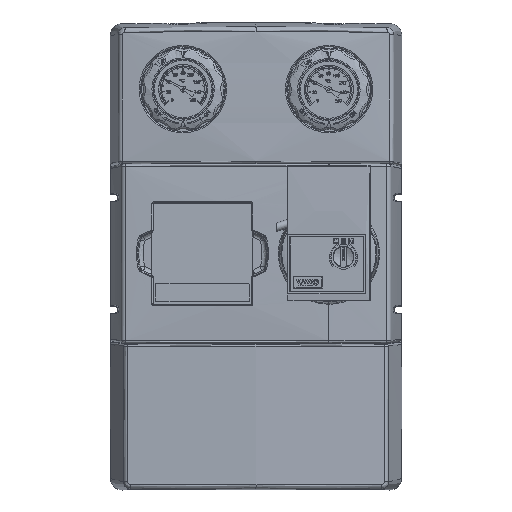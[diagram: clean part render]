
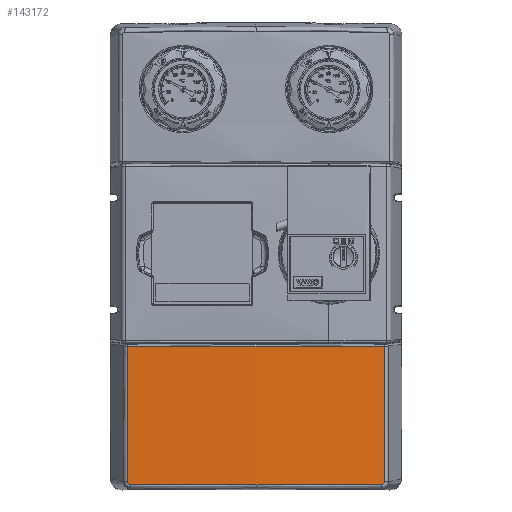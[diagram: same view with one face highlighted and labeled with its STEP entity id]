
A CAD part, top view. The second image highlights one B-rep face of the part: STEP entity #143172.
In plain terms, the highlighted cylindrical face has radius 2000 mm (diameter 4000 mm), a partial arc.
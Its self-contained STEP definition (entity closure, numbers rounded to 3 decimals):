
#1245 = EDGE_CURVE ( 'NONE', #236467, #304767, #264486, .T. ) ;
#8659 = CARTESIAN_POINT ( 'NONE',  ( -35.585, -338.281, 37.25 ) ) ;
#11828 = CARTESIAN_POINT ( 'NONE',  ( -143.232, -338.335, 35.801 ) ) ;
#18091 = B_SPLINE_CURVE_WITH_KNOTS ( 'NONE', 4,
 ( #197831, #8659, #63034, #252075, #90182 ),
 .UNSPECIFIED., .F., .F.,
 ( 5, 5 ),
 ( -227.961, -75.859 ),
 .UNSPECIFIED. ) ;
#19171 = CARTESIAN_POINT ( 'NONE',  ( 45.517, -338.363, 34.331 ) ) ;
#24219 = CARTESIAN_POINT ( 'NONE',  ( -172.15, -337.23, 34.242 ) ) ;
#35001 = VECTOR ( 'NONE', #311260, 1000. ) ;
#35737 = LINE ( 'NONE', #337309, #35001 ) ;
#39447 = LINE ( 'NONE', #345541, #39763 ) ;
#39763 = VECTOR ( 'NONE', #264147, 1000. ) ;
#46002 = CARTESIAN_POINT ( 'NONE',  ( -7.5, -219.898, 37.249 ) ) ;
#46314 = CARTESIAN_POINT ( 'NONE',  ( 46.199, -338.151, 34.294 ) ) ;
#51328 = CARTESIAN_POINT ( 'NONE',  ( -172.367, -336.567, 34.23 ) ) ;
#55263 = B_SPLINE_CURVE_WITH_KNOTS ( 'NONE', 5,
 ( #292357, #266423, #131930, #320591, #159165, #347822, #186256, #24219, #213270, #51328, #240433, #78534 ),
 .UNSPECIFIED., .F., .F.,
 ( 6, 3, 3, 6 ),
 ( 1.792, 4.434, 8.05, 10.438 ),
 .UNSPECIFIED. ) ;
#55690 = CARTESIAN_POINT ( 'NONE',  ( -172.39, -336.18, 34.229 ) ) ;
#62853 = EDGE_CURVE ( 'NONE', #238376, #286621, #39447, .T. ) ;
#63034 = CARTESIAN_POINT ( 'NONE',  ( -8.67, -338.299, 36.767 ) ) ;
#64846 = ORIENTED_EDGE ( 'NONE', *, *, #209338, .T. ) ;
#66882 = EDGE_CURVE ( 'NONE', #123588, #120213, #35737, .T. ) ;
#73556 = CARTESIAN_POINT ( 'NONE',  ( 46.85, -337.642, 34.258 ) ) ;
#73665 = EDGE_CURVE ( 'NONE', #304767, #123588, #55263, .T. ) ;
#78534 = CARTESIAN_POINT ( 'NONE',  ( -172.39, -336.18, 34.229 ) ) ;
#83717 = CYLINDRICAL_SURFACE ( 'NONE', #121169, 2000. ) ;
#89169 = FACE_OUTER_BOUND ( 'NONE', #196079, .T. ) ;
#90182 = CARTESIAN_POINT ( 'NONE',  ( 45.108, -338.385, 34.353 ) ) ;
#100858 = CARTESIAN_POINT ( 'NONE',  ( 47.322, -336.76, 34.233 ) ) ;
#103527 = DIRECTION ( 'NONE',  ( 0., -1., 0. ) ) ;
#113844 = CARTESIAN_POINT ( 'NONE',  ( 45.108, -338.385, 34.353 ) ) ;
#120213 = VERTEX_POINT ( 'NONE', #254718 ) ;
#121169 = AXIS2_PLACEMENT_3D ( 'NONE', #185059, #103527, #293459 ) ;
#123588 = VERTEX_POINT ( 'NONE', #55690 ) ;
#128146 = CARTESIAN_POINT ( 'NONE',  ( 47.39, -336.372, 34.229 ) ) ;
#129005 = CARTESIAN_POINT ( 'NONE',  ( -117.5, -219.898, 37.249 ) ) ;
#131930 = CARTESIAN_POINT ( 'NONE',  ( -170.517, -338.363, 34.331 ) ) ;
#137067 = EDGE_CURVE ( 'NONE', #265482, #238376, #189676, .T. ) ;
#141033 = B_SPLINE_CURVE_WITH_KNOTS ( 'NONE', 4,
 ( #343687, #46002, #290595, #129005, #317656 ),
 .UNSPECIFIED., .F., .F.,
 ( 5, 5 ),
 ( 91.688, 402.543 ),
 .UNSPECIFIED. ) ;
#143172 = ADVANCED_FACE ( 'NONE', ( #89169 ), #83717, .T. ) ;
#151418 = ORIENTED_EDGE ( 'NONE', *, *, #73665, .F. ) ;
#151875 = CARTESIAN_POINT ( 'NONE',  ( 45.108, -338.385, 34.353 ) ) ;
#154189 = CARTESIAN_POINT ( 'NONE',  ( 45.311, -338.385, 34.342 ) ) ;
#159165 = CARTESIAN_POINT ( 'NONE',  ( -171.199, -338.151, 34.294 ) ) ;
#163184 = CARTESIAN_POINT ( 'NONE',  ( -62.5, -338.281, 37.25 ) ) ;
#174037 = CARTESIAN_POINT ( 'NONE',  ( -116.33, -338.299, 36.767 ) ) ;
#184222 = ORIENTED_EDGE ( 'NONE', *, *, #62853, .T. ) ;
#185059 = CARTESIAN_POINT ( 'NONE',  ( -62.5, -280.6, -1962.75 ) ) ;
#186256 = CARTESIAN_POINT ( 'NONE',  ( -171.85, -337.642, 34.258 ) ) ;
#189676 = B_SPLINE_CURVE_WITH_KNOTS ( 'NONE', 5,
 ( #151875, #154189, #19171, #208332, #46314, #235416, #73556, #262584, #100858, #289690, #128146, #316813 ),
 .UNSPECIFIED., .F., .F.,
 ( 6, 3, 3, 6 ),
 ( 1.792, 4.434, 8.05, 10.438 ),
 .UNSPECIFIED. ) ;
#196079 = EDGE_LOOP ( 'NONE', ( #264360, #151418, #271485, #64846, #306519, #184222, #343137 ) ) ;
#197831 = CARTESIAN_POINT ( 'NONE',  ( -62.5, -338.281, 37.25 ) ) ;
#201060 = CARTESIAN_POINT ( 'NONE',  ( -170.108, -338.385, 34.353 ) ) ;
#207866 = CARTESIAN_POINT ( 'NONE',  ( -170.108, -338.385, 34.353 ) ) ;
#208332 = CARTESIAN_POINT ( 'NONE',  ( 45.723, -338.317, 34.32 ) ) ;
#209338 = EDGE_CURVE ( 'NONE', #236467, #265482, #18091, .T. ) ;
#213270 = CARTESIAN_POINT ( 'NONE',  ( -172.322, -336.76, 34.233 ) ) ;
#235416 = CARTESIAN_POINT ( 'NONE',  ( 46.629, -337.855, 34.271 ) ) ;
#236467 = VERTEX_POINT ( 'NONE', #163184 ) ;
#238376 = VERTEX_POINT ( 'NONE', #312449 ) ;
#240433 = CARTESIAN_POINT ( 'NONE',  ( -172.39, -336.372, 34.229 ) ) ;
#252075 = CARTESIAN_POINT ( 'NONE',  ( 18.232, -338.335, 35.801 ) ) ;
#252982 = CARTESIAN_POINT ( 'NONE',  ( -62.5, -338.281, 37.25 ) ) ;
#254718 = CARTESIAN_POINT ( 'NONE',  ( -172.39, -219.792, 34.229 ) ) ;
#262584 = CARTESIAN_POINT ( 'NONE',  ( 47.15, -337.23, 34.242 ) ) ;
#264147 = DIRECTION ( 'NONE',  ( 0., 1., 0. ) ) ;
#264360 = ORIENTED_EDGE ( 'NONE', *, *, #66882, .F. ) ;
#264486 = B_SPLINE_CURVE_WITH_KNOTS ( 'NONE', 4,
 ( #252982, #308275, #174037, #11828, #201060 ),
 .UNSPECIFIED., .F., .F.,
 ( 5, 5 ),
 ( -227.961, -75.859 ),
 .UNSPECIFIED. ) ;
#265482 = VERTEX_POINT ( 'NONE', #113844 ) ;
#266423 = CARTESIAN_POINT ( 'NONE',  ( -170.311, -338.385, 34.342 ) ) ;
#271485 = ORIENTED_EDGE ( 'NONE', *, *, #1245, .F. ) ;
#286621 = VERTEX_POINT ( 'NONE', #343886 ) ;
#289690 = CARTESIAN_POINT ( 'NONE',  ( 47.367, -336.567, 34.23 ) ) ;
#290595 = CARTESIAN_POINT ( 'NONE',  ( -62.5, -219.933, 38.258 ) ) ;
#292357 = CARTESIAN_POINT ( 'NONE',  ( -170.108, -338.385, 34.353 ) ) ;
#293459 = DIRECTION ( 'NONE',  ( -1., 0., 0. ) ) ;
#304767 = VERTEX_POINT ( 'NONE', #207866 ) ;
#306519 = ORIENTED_EDGE ( 'NONE', *, *, #137067, .T. ) ;
#308275 = CARTESIAN_POINT ( 'NONE',  ( -89.415, -338.281, 37.25 ) ) ;
#311260 = DIRECTION ( 'NONE',  ( 0., 1., 0. ) ) ;
#312449 = CARTESIAN_POINT ( 'NONE',  ( 47.39, -336.18, 34.229 ) ) ;
#316813 = CARTESIAN_POINT ( 'NONE',  ( 47.39, -336.18, 34.229 ) ) ;
#317656 = CARTESIAN_POINT ( 'NONE',  ( -172.39, -219.792, 34.229 ) ) ;
#320591 = CARTESIAN_POINT ( 'NONE',  ( -170.723, -338.317, 34.32 ) ) ;
#337309 = CARTESIAN_POINT ( 'NONE',  ( -172.39, -280.6, 34.229 ) ) ;
#338657 = EDGE_CURVE ( 'NONE', #286621, #120213, #141033, .T. ) ;
#343137 = ORIENTED_EDGE ( 'NONE', *, *, #338657, .T. ) ;
#343687 = CARTESIAN_POINT ( 'NONE',  ( 47.39, -219.792, 34.229 ) ) ;
#343886 = CARTESIAN_POINT ( 'NONE',  ( 47.39, -219.792, 34.229 ) ) ;
#345541 = CARTESIAN_POINT ( 'NONE',  ( 47.39, -280.6, 34.229 ) ) ;
#347822 = CARTESIAN_POINT ( 'NONE',  ( -171.629, -337.855, 34.271 ) ) ;
